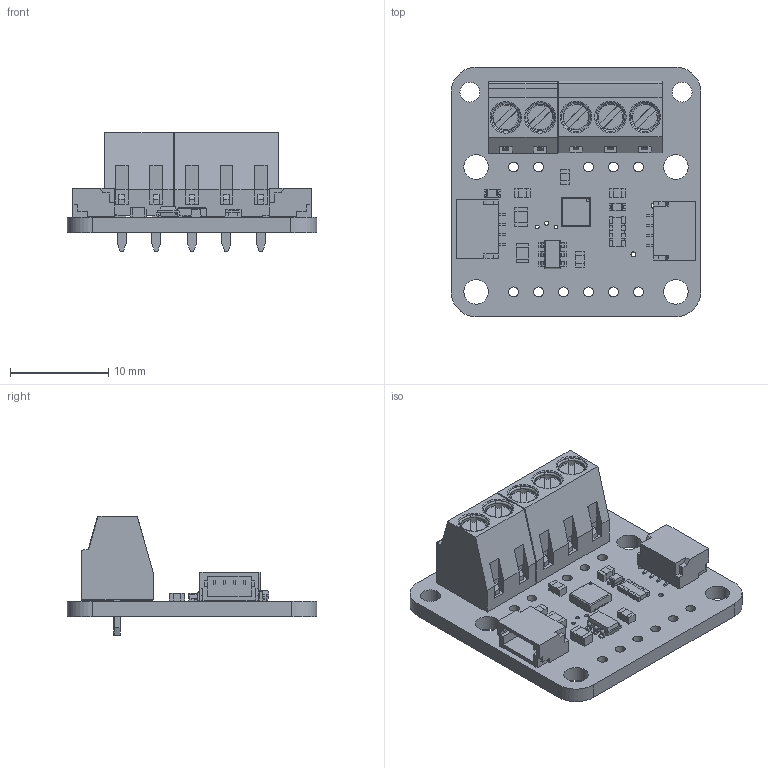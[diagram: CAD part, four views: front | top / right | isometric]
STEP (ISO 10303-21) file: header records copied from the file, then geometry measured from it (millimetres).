
FILE_DESCRIPTION(/* description */ (''),/* implementation_level */ '2;1');
FILE_NAME(/* name */ 'PCB Component.step',/* time_stamp */ '2023-12-20T10:19:10-05:00',/* author */ (''),/* organization */ (''),/* preprocessor_version */ 'ST-DEVELOPER v20',/* originating_system */ 'Autodesk Translation Framework v12.14.0.127',/* authorisation */ '');
FILE_SCHEMA (('AUTOMOTIVE_DESIGN { 1 0 10303 214 3 1 1 }'));
Length unit declared in the file: millimetre
Products named in the file (11): PCB Component; Board; 100; 10K Pack; STEMMA_I2C_QT; red; 10uF; AP3602; ATTINY1616_QFN; 3.5mm-3P; 3.5mm-2P
Assembly tree (16 placements, depth 2):
  PCB Component
    Board
    100  x4
    10K Pack
    STEMMA_I2C_QT  x2
    red  x2
    10uF  x2
    AP3602
    ATTINY1616_QFN
    3.5mm-3P
    3.5mm-2P
Bounding box: 25.4 x 25.4 x 12.12 mm (x, y, z)
Volume: 1841.8 mm3; surface area: 3127.6 mm2
Topology: 44 solids, 44 shells, 1012 faces, 2599 edges, 1706 vertices
Faces by surface type: plane 833, cylinder 111, bspline 53, torus 15
Full cylindrical faces by diameter (mm): 0.3 x1, 0.394 x3, 0.483 x6, 0.5 x6, 1 x16, 2.032 x2, 2.5 x4, 2.9 x5, 3 x10
Entity records: 29217 total; most frequent: CARTESIAN_POINT 8669, ORIENTED_EDGE 4104, DIRECTION 3893, EDGE_CURVE 2052, LINE 1695, VECTOR 1695, VERTEX_POINT 1342, AXIS2_PLACEMENT_3D 1099
